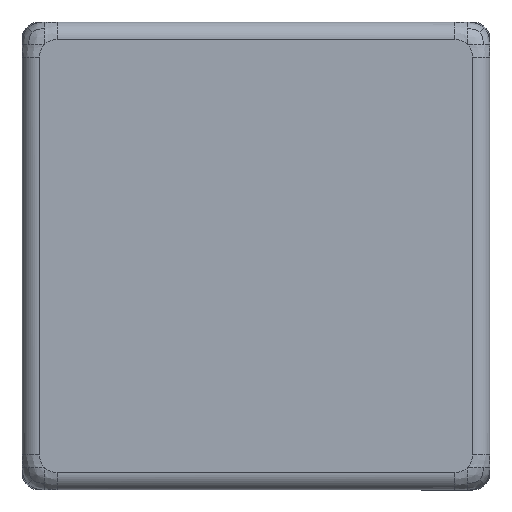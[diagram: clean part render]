
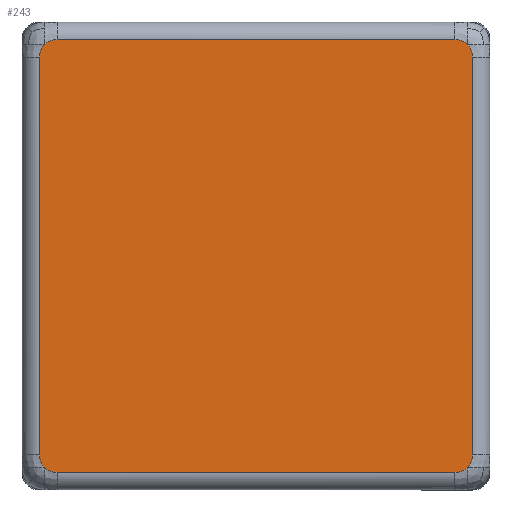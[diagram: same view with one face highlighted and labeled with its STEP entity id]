
A CAD part, left-side view. The second image highlights one B-rep face of the part: STEP entity #243.
In plain terms, the highlighted planar face has unit normal (-1, 0, 0).
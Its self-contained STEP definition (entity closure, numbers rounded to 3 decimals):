
#14 = CARTESIAN_POINT ( 'NONE',  ( -0.8, 0.762, 0.362 ) ) ;
#24 = EDGE_CURVE ( 'NONE', #901, #3809, #2340, .T. ) ;
#124 = CARTESIAN_POINT ( 'NONE',  ( -0.8, 0.74, -0.37 ) ) ;
#131 = ORIENTED_EDGE ( 'NONE', *, *, #5825, .T. ) ;
#243 = ADVANCED_FACE ( 'NONE', ( #5206 ), #3168, .T. ) ;
#247 = CARTESIAN_POINT ( 'NONE',  ( -0.8, 0.767, -0.356 ) ) ;
#291 = CARTESIAN_POINT ( 'NONE',  ( -0.8, 0.77, 0.34 ) ) ;
#442 = VERTEX_POINT ( 'NONE', #3702 ) ;
#495 = DIRECTION ( 'NONE',  ( 0., -1., 0. ) ) ;
#513 = CARTESIAN_POINT ( 'NONE',  ( -0.8, 0.8, 0.37 ) ) ;
#514 = CARTESIAN_POINT ( 'NONE',  ( -0.8, 0.762, 0.362 ) ) ;
#524 = VERTEX_POINT ( 'NONE', #4755 ) ;
#549 = VECTOR ( 'NONE', #996, 1000. ) ;
#551 = CARTESIAN_POINT ( 'NONE',  ( -0.8, 0.03, -0.34 ) ) ;
#669 = ORIENTED_EDGE ( 'NONE', *, *, #4698, .T. ) ;
#703 = VECTOR ( 'NONE', #495, 1000. ) ;
#708 = CARTESIAN_POINT ( 'NONE',  ( -0.8, 0.767, 0.356 ) ) ;
#778 = CARTESIAN_POINT ( 'NONE',  ( -0.8, 0.77, 0.34 ) ) ;
#828 = ORIENTED_EDGE ( 'NONE', *, *, #831, .T. ) ;
#831 = EDGE_CURVE ( 'NONE', #1629, #1936, #4051, .T. ) ;
#894 = ORIENTED_EDGE ( 'NONE', *, *, #24, .T. ) ;
#901 = VERTEX_POINT ( 'NONE', #2951 ) ;
#922 = CARTESIAN_POINT ( 'NONE',  ( -0.8, 0.038, -0.362 ) ) ;
#996 = DIRECTION ( 'NONE',  ( 0., 1., 0. ) ) ;
#1040 = DIRECTION ( 'NONE',  ( 0., 0., 1. ) ) ;
#1059 = DIRECTION ( 'NONE',  ( -1., 0., 0. ) ) ;
#1076 = CARTESIAN_POINT ( 'NONE',  ( -0.8, 0., 0. ) ) ;
#1099 = AXIS2_PLACEMENT_3D ( 'NONE', #1076, #1059, #1040 ) ;
#1121 = VERTEX_POINT ( 'NONE', #1124 ) ;
#1124 = CARTESIAN_POINT ( 'NONE',  ( -0.8, 0.762, -0.362 ) ) ;
#1178 = EDGE_CURVE ( 'NONE', #3781, #1693, #2428, .T. ) ;
#1185 = VERTEX_POINT ( 'NONE', #124 ) ;
#1357 = EDGE_CURVE ( 'NONE', #1121, #1185, #4356, .T. ) ;
#1370 = CARTESIAN_POINT ( 'NONE',  ( -0.8, 0.03, 0.4 ) ) ;
#1486 = ORIENTED_EDGE ( 'NONE', *, *, #4109, .T. ) ;
#1515 = VECTOR ( 'NONE', #5665, 1000. ) ;
#1587 = CARTESIAN_POINT ( 'NONE',  ( -0.8, 0.038, 0.362 ) ) ;
#1629 = VERTEX_POINT ( 'NONE', #778 ) ;
#1661 = ORIENTED_EDGE ( 'NONE', *, *, #1754, .T. ) ;
#1693 = VERTEX_POINT ( 'NONE', #922 ) ;
#1701 = EDGE_LOOP ( 'NONE', ( #828, #3127, #6173, #5156, #3523, #669, #1661, #894, #4523, #1770, #131, #1486 ) ) ;
#1754 = EDGE_CURVE ( 'NONE', #524, #901, #5327, .T. ) ;
#1770 = ORIENTED_EDGE ( 'NONE', *, *, #4280, .T. ) ;
#1936 = VERTEX_POINT ( 'NONE', #5748 ) ;
#2048 = CARTESIAN_POINT ( 'NONE',  ( -0.8, 0.044, 0.367 ) ) ;
#2091 = CARTESIAN_POINT ( 'NONE',  ( -0.8, 0.06, -0.37 ) ) ;
#2116 = CARTESIAN_POINT ( 'NONE',  ( -0.8, 0.756, -0.367 ) ) ;
#2183 = CARTESIAN_POINT ( 'NONE',  ( -0.8, 0.06, 0.37 ) ) ;
#2340 = B_SPLINE_CURVE_WITH_KNOTS ( 'NONE', 3,
 ( #4432, #3970, #5371, #1587 ),
 .UNSPECIFIED., .F., .F.,
 ( 4, 4 ),
 ( 0., 1. ),
 .UNSPECIFIED. ) ;
#2381 = B_SPLINE_CURVE_WITH_KNOTS ( 'NONE', 3,
 ( #2633, #3109, #247, #3601 ),
 .UNSPECIFIED., .F., .F.,
 ( 4, 4 ),
 ( 0., 1. ),
 .UNSPECIFIED. ) ;
#2428 = B_SPLINE_CURVE_WITH_KNOTS ( 'NONE', 3,
 ( #2091, #4460, #3499, #5425 ),
 .UNSPECIFIED., .F., .F.,
 ( 4, 4 ),
 ( 0., 1. ),
 .UNSPECIFIED. ) ;
#2438 = CARTESIAN_POINT ( 'NONE',  ( -0.8, 0.06, -0.37 ) ) ;
#2465 = DIRECTION ( 'NONE',  ( 0., 0., -1. ) ) ;
#2598 = CARTESIAN_POINT ( 'NONE',  ( -0.8, 0.749, -0.37 ) ) ;
#2633 = CARTESIAN_POINT ( 'NONE',  ( -0.8, 0.77, -0.34 ) ) ;
#2882 = CARTESIAN_POINT ( 'NONE',  ( -0.8, 0.74, 0.37 ) ) ;
#2928 = CARTESIAN_POINT ( 'NONE',  ( -0.8, 0.038, -0.362 ) ) ;
#2951 = CARTESIAN_POINT ( 'NONE',  ( -0.8, 0.03, 0.34 ) ) ;
#3006 = CARTESIAN_POINT ( 'NONE',  ( -0.8, 0.06, 0.37 ) ) ;
#3109 = CARTESIAN_POINT ( 'NONE',  ( -0.8, 0.77, -0.349 ) ) ;
#3127 = ORIENTED_EDGE ( 'NONE', *, *, #4326, .T. ) ;
#3150 = CARTESIAN_POINT ( 'NONE',  ( -0.8, 0.77, 0.349 ) ) ;
#3168 = PLANE ( 'NONE',  #1099 ) ;
#3329 = VERTEX_POINT ( 'NONE', #2183 ) ;
#3345 = CARTESIAN_POINT ( 'NONE',  ( -0.8, 0., -0.37 ) ) ;
#3370 = CARTESIAN_POINT ( 'NONE',  ( -0.8, 0.756, 0.367 ) ) ;
#3407 = CARTESIAN_POINT ( 'NONE',  ( -0.8, 0.03, -0.349 ) ) ;
#3479 = B_SPLINE_CURVE_WITH_KNOTS ( 'NONE', 3,
 ( #2928, #5778, #3407, #551 ),
 .UNSPECIFIED., .F., .F.,
 ( 4, 4 ),
 ( 0., 1. ),
 .UNSPECIFIED. ) ;
#3499 = CARTESIAN_POINT ( 'NONE',  ( -0.8, 0.044, -0.367 ) ) ;
#3523 = ORIENTED_EDGE ( 'NONE', *, *, #1178, .T. ) ;
#3601 = CARTESIAN_POINT ( 'NONE',  ( -0.8, 0.762, -0.362 ) ) ;
#3684 = LINE ( 'NONE', #513, #549 ) ;
#3702 = CARTESIAN_POINT ( 'NONE',  ( -0.8, 0.74, 0.37 ) ) ;
#3766 = VECTOR ( 'NONE', #2465, 1000. ) ;
#3781 = VERTEX_POINT ( 'NONE', #2438 ) ;
#3809 = VERTEX_POINT ( 'NONE', #5552 ) ;
#3970 = CARTESIAN_POINT ( 'NONE',  ( -0.8, 0.03, 0.349 ) ) ;
#4051 = LINE ( 'NONE', #4832, #3766 ) ;
#4109 = EDGE_CURVE ( 'NONE', #6157, #1629, #5051, .T. ) ;
#4165 = EDGE_CURVE ( 'NONE', #1185, #3781, #4336, .T. ) ;
#4280 = EDGE_CURVE ( 'NONE', #3329, #442, #3684, .T. ) ;
#4326 = EDGE_CURVE ( 'NONE', #1936, #1121, #2381, .T. ) ;
#4336 = LINE ( 'NONE', #3345, #703 ) ;
#4356 = B_SPLINE_CURVE_WITH_KNOTS ( 'NONE', 3,
 ( #4980, #2116, #2598, #5927 ),
 .UNSPECIFIED., .F., .F.,
 ( 4, 4 ),
 ( 0., 1. ),
 .UNSPECIFIED. ) ;
#4417 = CARTESIAN_POINT ( 'NONE',  ( -0.8, 0.038, 0.362 ) ) ;
#4432 = CARTESIAN_POINT ( 'NONE',  ( -0.8, 0.03, 0.34 ) ) ;
#4460 = CARTESIAN_POINT ( 'NONE',  ( -0.8, 0.051, -0.37 ) ) ;
#4523 = ORIENTED_EDGE ( 'NONE', *, *, #5373, .T. ) ;
#4698 = EDGE_CURVE ( 'NONE', #1693, #524, #3479, .T. ) ;
#4755 = CARTESIAN_POINT ( 'NONE',  ( -0.8, 0.03, -0.34 ) ) ;
#4832 = CARTESIAN_POINT ( 'NONE',  ( -0.8, 0.77, -0.4 ) ) ;
#4980 = CARTESIAN_POINT ( 'NONE',  ( -0.8, 0.762, -0.362 ) ) ;
#5051 = B_SPLINE_CURVE_WITH_KNOTS ( 'NONE', 3,
 ( #5523, #708, #3150, #291 ),
 .UNSPECIFIED., .F., .F.,
 ( 4, 4 ),
 ( 0., 1. ),
 .UNSPECIFIED. ) ;
#5156 = ORIENTED_EDGE ( 'NONE', *, *, #4165, .T. ) ;
#5206 = FACE_OUTER_BOUND ( 'NONE', #1701, .T. ) ;
#5327 = LINE ( 'NONE', #1370, #1515 ) ;
#5371 = CARTESIAN_POINT ( 'NONE',  ( -0.8, 0.033, 0.356 ) ) ;
#5373 = EDGE_CURVE ( 'NONE', #3809, #3329, #5831, .T. ) ;
#5425 = CARTESIAN_POINT ( 'NONE',  ( -0.8, 0.038, -0.362 ) ) ;
#5523 = CARTESIAN_POINT ( 'NONE',  ( -0.8, 0.762, 0.362 ) ) ;
#5552 = CARTESIAN_POINT ( 'NONE',  ( -0.8, 0.038, 0.362 ) ) ;
#5665 = DIRECTION ( 'NONE',  ( 0., 0., 1. ) ) ;
#5735 = CARTESIAN_POINT ( 'NONE',  ( -0.8, 0.749, 0.37 ) ) ;
#5742 = B_SPLINE_CURVE_WITH_KNOTS ( 'NONE', 3,
 ( #2882, #5735, #3370, #514 ),
 .UNSPECIFIED., .F., .F.,
 ( 4, 4 ),
 ( 0., 1. ),
 .UNSPECIFIED. ) ;
#5748 = CARTESIAN_POINT ( 'NONE',  ( -0.8, 0.77, -0.34 ) ) ;
#5778 = CARTESIAN_POINT ( 'NONE',  ( -0.8, 0.033, -0.356 ) ) ;
#5825 = EDGE_CURVE ( 'NONE', #442, #6157, #5742, .T. ) ;
#5831 = B_SPLINE_CURVE_WITH_KNOTS ( 'NONE', 3,
 ( #4417, #2048, #5861, #3006 ),
 .UNSPECIFIED., .F., .F.,
 ( 4, 4 ),
 ( 0., 1. ),
 .UNSPECIFIED. ) ;
#5861 = CARTESIAN_POINT ( 'NONE',  ( -0.8, 0.051, 0.37 ) ) ;
#5927 = CARTESIAN_POINT ( 'NONE',  ( -0.8, 0.74, -0.37 ) ) ;
#6157 = VERTEX_POINT ( 'NONE', #14 ) ;
#6173 = ORIENTED_EDGE ( 'NONE', *, *, #1357, .T. ) ;
